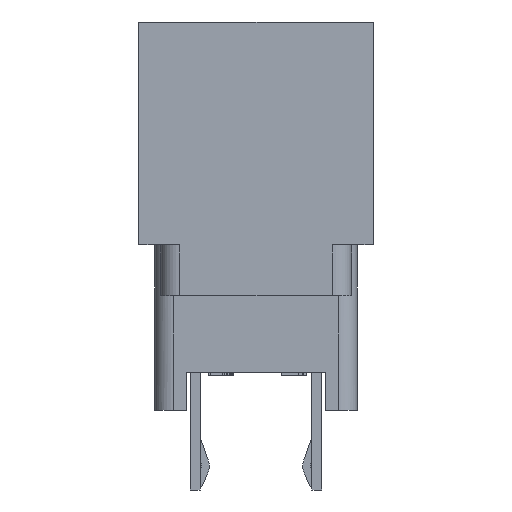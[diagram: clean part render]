
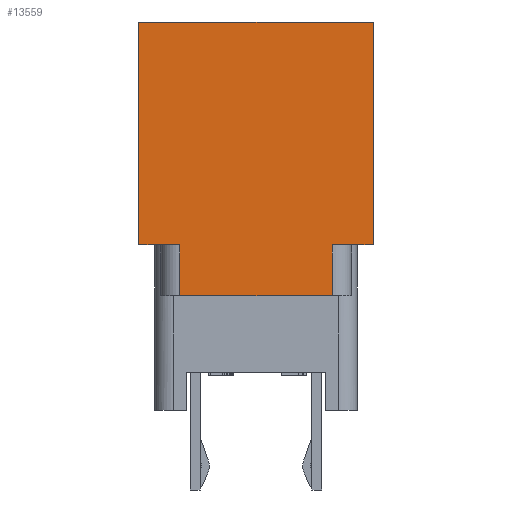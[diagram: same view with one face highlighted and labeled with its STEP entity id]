
A CAD part, left-side view. The second image highlights one B-rep face of the part: STEP entity #13559.
In plain terms, the highlighted planar face has unit normal (-1, 0, 0).
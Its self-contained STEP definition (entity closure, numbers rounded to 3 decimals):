
#72=DIRECTION('',(0.,0.,1.));
#73=VECTOR('',#72,2.032);
#74=CARTESIAN_POINT('',(-66.802,-3.048,-10.922));
#75=LINE('',#74,#73);
#76=DIRECTION('',(0.,0.,1.));
#77=VECTOR('',#76,8.89);
#78=CARTESIAN_POINT('',(-66.802,4.674,-8.89));
#79=LINE('',#78,#77);
#80=DIRECTION('',(0.,-1.,0.));
#81=VECTOR('',#80,9.347);
#82=CARTESIAN_POINT('',(-66.802,4.674,0.));
#83=LINE('',#82,#81);
#84=DIRECTION('',(0.,0.,-1.));
#85=VECTOR('',#84,8.89);
#86=CARTESIAN_POINT('',(-66.802,-4.674,0.));
#87=LINE('',#86,#85);
#97=DIRECTION('',(0.,-1.,0.));
#98=VECTOR('',#97,1.626);
#99=CARTESIAN_POINT('',(-66.802,-3.048,-8.89));
#100=LINE('',#99,#98);
#164=DIRECTION('',(0.,-1.,0.));
#165=VECTOR('',#164,1.626);
#166=CARTESIAN_POINT('',(-66.802,4.674,-8.89));
#167=LINE('',#166,#165);
#1544=DIRECTION('',(0.,0.,1.));
#1545=VECTOR('',#1544,2.032);
#1546=CARTESIAN_POINT('',(-66.802,3.048,-10.922));
#1547=LINE('',#1546,#1545);
#1557=DIRECTION('',(0.,1.,0.));
#1558=VECTOR('',#1557,6.096);
#1559=CARTESIAN_POINT('',(-66.802,-3.048,-10.922));
#1560=LINE('',#1559,#1558);
#10292=CARTESIAN_POINT('',(-66.802,4.674,-8.89));
#10293=CARTESIAN_POINT('',(-66.802,4.674,0.));
#10294=VERTEX_POINT('',#10292);
#10295=VERTEX_POINT('',#10293);
#10296=CARTESIAN_POINT('',(-66.802,-4.674,0.));
#10297=VERTEX_POINT('',#10296);
#10298=CARTESIAN_POINT('',(-66.802,-4.674,-8.89));
#10299=VERTEX_POINT('',#10298);
#10561=CARTESIAN_POINT('',(-66.802,-3.048,-10.922));
#10563=VERTEX_POINT('',#10561);
#10564=CARTESIAN_POINT('',(-66.802,3.048,-10.922));
#10565=VERTEX_POINT('',#10564);
#10580=CARTESIAN_POINT('',(-66.802,-3.048,-8.89));
#10581=VERTEX_POINT('',#10580);
#10582=CARTESIAN_POINT('',(-66.802,3.048,-8.89));
#10584=VERTEX_POINT('',#10582);
#13536=CARTESIAN_POINT('',(-66.802,0.,0.));
#13537=DIRECTION('',(1.,0.,0.));
#13538=DIRECTION('',(0.,0.,-1.));
#13539=AXIS2_PLACEMENT_3D('',#13536,#13537,#13538);
#13540=PLANE('',#13539);
#13542=ORIENTED_EDGE('',*,*,#13541,.F.);
#13544=ORIENTED_EDGE('',*,*,#13543,.F.);
#13546=ORIENTED_EDGE('',*,*,#13545,.T.);
#13548=ORIENTED_EDGE('',*,*,#13547,.T.);
#13550=ORIENTED_EDGE('',*,*,#13549,.F.);
#13552=ORIENTED_EDGE('',*,*,#13551,.T.);
#13554=ORIENTED_EDGE('',*,*,#13553,.T.);
#13556=ORIENTED_EDGE('',*,*,#13555,.T.);
#13557=EDGE_LOOP('',(#13542,#13544,#13546,#13548,#13550,#13552,#13554,#13556));
#13558=FACE_OUTER_BOUND('',#13557,.F.);
#13559=ADVANCED_FACE('',(#13558),#13540,.F.);
#13541=EDGE_CURVE('',#10581,#10299,#100,.T.);
#13543=EDGE_CURVE('',#10563,#10581,#75,.T.);
#13545=EDGE_CURVE('',#10563,#10565,#1560,.T.);
#13547=EDGE_CURVE('',#10565,#10584,#1547,.T.);
#13549=EDGE_CURVE('',#10294,#10584,#167,.T.);
#13551=EDGE_CURVE('',#10294,#10295,#79,.T.);
#13553=EDGE_CURVE('',#10295,#10297,#83,.T.);
#13555=EDGE_CURVE('',#10297,#10299,#87,.T.);
